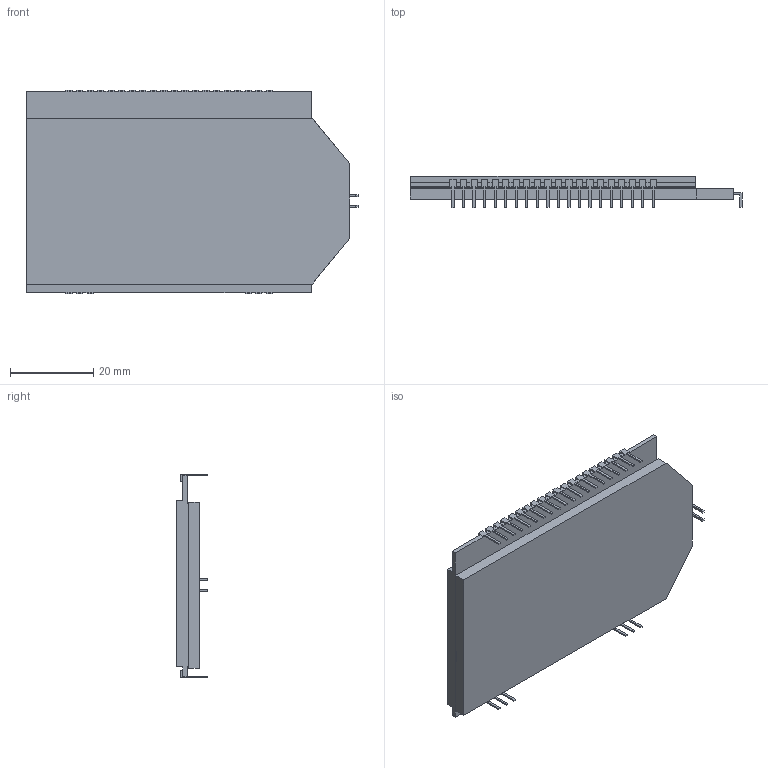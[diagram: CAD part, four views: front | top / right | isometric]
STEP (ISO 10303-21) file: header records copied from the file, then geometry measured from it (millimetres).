
FILE_DESCRIPTION(/* description */ (''),/* implementation_level */ '2;1');
FILE_NAME(/* name */ 'lcd_128x64.step',/* time_stamp */ '2024-08-16T22:48:21+02:00',/* author */ (''),/* organization */ (''),/* preprocessor_version */ 'ST-DEVELOPER v20',/* originating_system */ 'Autodesk Translation Framework v13.14.0.145',/* authorisation */ '');
FILE_SCHEMA (('AUTOMOTIVE_DESIGN { 1 0 10303 214 3 1 1 }'));
Length unit declared in the file: millimetre
Products named in the file (1): lcd_128x64
Bounding box: 80 x 7.42 x 49.1 mm (x, y, z)
Volume: 16515.8 mm3; surface area: 8979.9 mm2
Topology: 1 solids, 1 shells, 468 faces, 1345 edges, 896 vertices
Faces by surface type: plane 361, bspline 107
Entity records: 16161 total; most frequent: CARTESIAN_POINT 4529, ORIENTED_EDGE 2690, DIRECTION 1855, EDGE_CURVE 1345, LINE 1131, VECTOR 1131, VERTEX_POINT 896, EDGE_LOOP 485
